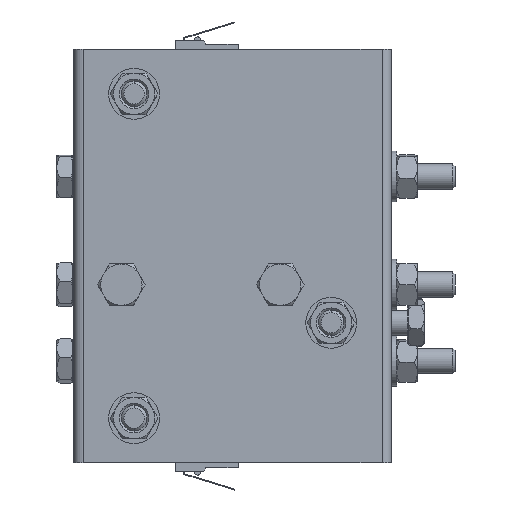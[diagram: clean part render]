
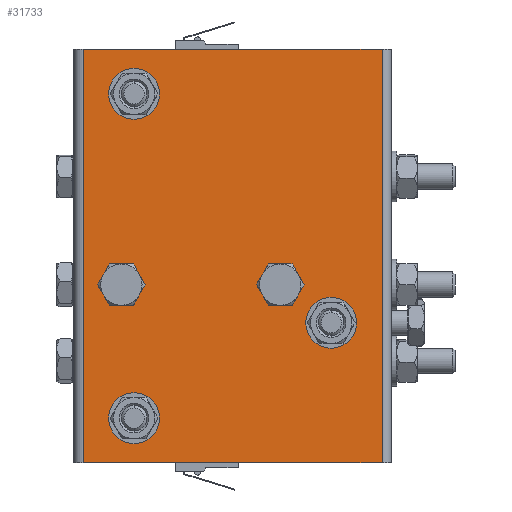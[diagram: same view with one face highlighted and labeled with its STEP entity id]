
A CAD part, left-side view. The second image highlights one B-rep face of the part: STEP entity #31733.
In plain terms, the highlighted planar face has unit normal (-1, 0, 0).
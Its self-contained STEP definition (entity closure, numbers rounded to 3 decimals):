
#703 = CARTESIAN_POINT ( 'NONE',  ( -50., 50., 130. ) ) ;
#809 = VERTEX_POINT ( 'NONE', #36203 ) ;
#889 = AXIS2_PLACEMENT_3D ( 'NONE', #29066, #38171, #11080 ) ;
#1080 = ORIENTED_EDGE ( 'NONE', *, *, #4582, .T. ) ;
#1241 = DIRECTION ( 'NONE',  ( 1., 0., 0. ) ) ;
#1544 = AXIS2_PLACEMENT_3D ( 'NONE', #6695, #18904, #21959 ) ;
#1647 = CARTESIAN_POINT ( 'NONE',  ( -50., -31., 39. ) ) ;
#2009 = AXIS2_PLACEMENT_3D ( 'NONE', #38566, #14003, #2115 ) ;
#2011 = VERTEX_POINT ( 'NONE', #9020 ) ;
#2115 = DIRECTION ( 'NONE',  ( 0., 0., 1. ) ) ;
#2356 = ORIENTED_EDGE ( 'NONE', *, *, #37141, .F. ) ;
#3209 = VERTEX_POINT ( 'NONE', #34912 ) ;
#3590 = EDGE_CURVE ( 'NONE', #2011, #32530, #29057, .T. ) ;
#3609 = EDGE_CURVE ( 'NONE', #809, #37114, #30953, .T. ) ;
#3747 = CIRCLE ( 'NONE', #35595, 3.4 ) ;
#4582 = EDGE_CURVE ( 'NONE', #17957, #21762, #19152, .T. ) ;
#4716 = DIRECTION ( 'NONE',  ( 0., 0., 1. ) ) ;
#4869 = CARTESIAN_POINT ( 'NONE',  ( -50., 47., 130. ) ) ;
#5067 = ORIENTED_EDGE ( 'NONE', *, *, #36716, .T. ) ;
#5863 = CIRCLE ( 'NONE', #29793, 4. ) ;
#6504 = VERTEX_POINT ( 'NONE', #12565 ) ;
#6695 = CARTESIAN_POINT ( 'NONE',  ( -50., 31., 14. ) ) ;
#7320 = VECTOR ( 'NONE', #4716, 1000. ) ;
#7410 = DIRECTION ( 'NONE',  ( 0., 0., -1. ) ) ;
#7988 = EDGE_LOOP ( 'NONE', ( #13013, #5067, #16962, #1080 ) ) ;
#8749 = CARTESIAN_POINT ( 'NONE',  ( -50., 47., 0. ) ) ;
#8765 = FACE_BOUND ( 'NONE', #18804, .T. ) ;
#9020 = CARTESIAN_POINT ( 'NONE',  ( -50., 31., 10. ) ) ;
#10103 = AXIS2_PLACEMENT_3D ( 'NONE', #703, #33869, #15785 ) ;
#10438 = VERTEX_POINT ( 'NONE', #39093 ) ;
#10628 = ORIENTED_EDGE ( 'NONE', *, *, #35629, .T. ) ;
#10900 = AXIS2_PLACEMENT_3D ( 'NONE', #12426, #27351, #33844 ) ;
#11080 = DIRECTION ( 'NONE',  ( 0., 0., -1. ) ) ;
#11682 = VERTEX_POINT ( 'NONE', #25591 ) ;
#11716 = VERTEX_POINT ( 'NONE', #35261 ) ;
#12401 = EDGE_LOOP ( 'NONE', ( #10628, #36629 ) ) ;
#12426 = CARTESIAN_POINT ( 'NONE',  ( -50., -31., 44. ) ) ;
#12565 = CARTESIAN_POINT ( 'NONE',  ( -50., 31., 120. ) ) ;
#12937 = EDGE_CURVE ( 'NONE', #17957, #10438, #37686, .T. ) ;
#13005 = FACE_BOUND ( 'NONE', #16564, .T. ) ;
#13013 = ORIENTED_EDGE ( 'NONE', *, *, #29371, .T. ) ;
#13346 = CIRCLE ( 'NONE', #1544, 4. ) ;
#13351 = ORIENTED_EDGE ( 'NONE', *, *, #3590, .T. ) ;
#14003 = DIRECTION ( 'NONE',  ( -1., 0., 0. ) ) ;
#14316 = EDGE_CURVE ( 'NONE', #6504, #11716, #5863, .T. ) ;
#14928 = FACE_OUTER_BOUND ( 'NONE', #7988, .T. ) ;
#15511 = AXIS2_PLACEMENT_3D ( 'NONE', #30675, #36595, #33314 ) ;
#15607 = DIRECTION ( 'NONE',  ( -1., 0., 0. ) ) ;
#15785 = DIRECTION ( 'NONE',  ( 0., 1., 0. ) ) ;
#16564 = EDGE_LOOP ( 'NONE', ( #13351, #28873 ) ) ;
#16809 = CARTESIAN_POINT ( 'NONE',  ( -50., -47., 0. ) ) ;
#16962 = ORIENTED_EDGE ( 'NONE', *, *, #12937, .F. ) ;
#17753 = CIRCLE ( 'NONE', #2009, 3.4 ) ;
#17911 = VECTOR ( 'NONE', #20277, 1000. ) ;
#17957 = VERTEX_POINT ( 'NONE', #4869 ) ;
#18613 = VERTEX_POINT ( 'NONE', #36289 ) ;
#18659 = VERTEX_POINT ( 'NONE', #36546 ) ;
#18804 = EDGE_LOOP ( 'NONE', ( #21742, #27200 ) ) ;
#18904 = DIRECTION ( 'NONE',  ( 1., 0., 0. ) ) ;
#19152 = LINE ( 'NONE', #34636, #20115 ) ;
#19869 = EDGE_LOOP ( 'NONE', ( #2356, #35571 ) ) ;
#20115 = VECTOR ( 'NONE', #37168, 1000. ) ;
#20277 = DIRECTION ( 'NONE',  ( 0., -1., 0. ) ) ;
#20346 = CARTESIAN_POINT ( 'NONE',  ( -50., -15., 56. ) ) ;
#20844 = EDGE_CURVE ( 'NONE', #3209, #11682, #17753, .T. ) ;
#21742 = ORIENTED_EDGE ( 'NONE', *, *, #22509, .F. ) ;
#21762 = VERTEX_POINT ( 'NONE', #8749 ) ;
#21949 = DIRECTION ( 'NONE',  ( 0., 0., 1. ) ) ;
#21959 = DIRECTION ( 'NONE',  ( 0., 0., -1. ) ) ;
#22033 = EDGE_CURVE ( 'NONE', #32530, #2011, #13346, .T. ) ;
#22509 = EDGE_CURVE ( 'NONE', #11682, #3209, #32741, .T. ) ;
#22526 = CARTESIAN_POINT ( 'NONE',  ( -50., -31., 44. ) ) ;
#23211 = VERTEX_POINT ( 'NONE', #16809 ) ;
#23294 = DIRECTION ( 'NONE',  ( -1., 0., 0. ) ) ;
#23338 = DIRECTION ( 'NONE',  ( 0., 0., 1. ) ) ;
#23359 = CIRCLE ( 'NONE', #889, 4. ) ;
#23469 = DIRECTION ( 'NONE',  ( -1., 0., 0. ) ) ;
#23506 = CIRCLE ( 'NONE', #24931, 5. ) ;
#24034 = LINE ( 'NONE', #32123, #17911 ) ;
#24869 = EDGE_LOOP ( 'NONE', ( #35491, #32138 ) ) ;
#24931 = AXIS2_PLACEMENT_3D ( 'NONE', #22526, #1241, #7410 ) ;
#25280 = FACE_BOUND ( 'NONE', #19869, .T. ) ;
#25591 = CARTESIAN_POINT ( 'NONE',  ( -50., 35., 59.4 ) ) ;
#26271 = EDGE_CURVE ( 'NONE', #11716, #6504, #23359, .T. ) ;
#26426 = CARTESIAN_POINT ( 'NONE',  ( -50., -15., 56. ) ) ;
#26617 = CARTESIAN_POINT ( 'NONE',  ( -50., 31., 116. ) ) ;
#27094 = EDGE_CURVE ( 'NONE', #18613, #18659, #3747, .T. ) ;
#27200 = ORIENTED_EDGE ( 'NONE', *, *, #20844, .F. ) ;
#27235 = AXIS2_PLACEMENT_3D ( 'NONE', #30782, #15607, #21949 ) ;
#27351 = DIRECTION ( 'NONE',  ( 1., 0., 0. ) ) ;
#28700 = CARTESIAN_POINT ( 'NONE',  ( -50., -47., 130. ) ) ;
#28873 = ORIENTED_EDGE ( 'NONE', *, *, #22033, .T. ) ;
#29057 = CIRCLE ( 'NONE', #15511, 4. ) ;
#29066 = CARTESIAN_POINT ( 'NONE',  ( -50., 31., 116. ) ) ;
#29371 = EDGE_CURVE ( 'NONE', #21762, #23211, #24034, .T. ) ;
#29692 = DIRECTION ( 'NONE',  ( 1., 0., 0. ) ) ;
#29793 = AXIS2_PLACEMENT_3D ( 'NONE', #26617, #29692, #30082 ) ;
#30082 = DIRECTION ( 'NONE',  ( 0., 0., -1. ) ) ;
#30675 = CARTESIAN_POINT ( 'NONE',  ( -50., 31., 14. ) ) ;
#30782 = CARTESIAN_POINT ( 'NONE',  ( -50., 35., 56. ) ) ;
#30953 = CIRCLE ( 'NONE', #10900, 5. ) ;
#30955 = CARTESIAN_POINT ( 'NONE',  ( -50., 50., 130. ) ) ;
#31733 = ADVANCED_FACE ( 'NONE', ( #8765, #32393, #13005, #36170, #14928, #25280 ), #33999, .F. ) ;
#32123 = CARTESIAN_POINT ( 'NONE',  ( -50., 50., 0. ) ) ;
#32138 = ORIENTED_EDGE ( 'NONE', *, *, #14316, .T. ) ;
#32393 = FACE_BOUND ( 'NONE', #12401, .T. ) ;
#32530 = VERTEX_POINT ( 'NONE', #38344 ) ;
#32741 = CIRCLE ( 'NONE', #27235, 3.4 ) ;
#33314 = DIRECTION ( 'NONE',  ( 0., 0., -1. ) ) ;
#33340 = DIRECTION ( 'NONE',  ( 0., -1., 0. ) ) ;
#33448 = VECTOR ( 'NONE', #33340, 1000. ) ;
#33844 = DIRECTION ( 'NONE',  ( 0., 0., -1. ) ) ;
#33869 = DIRECTION ( 'NONE',  ( 1., 0., 0. ) ) ;
#33999 = PLANE ( 'NONE',  #10103 ) ;
#34276 = CIRCLE ( 'NONE', #37890, 3.4 ) ;
#34314 = LINE ( 'NONE', #28700, #7320 ) ;
#34636 = CARTESIAN_POINT ( 'NONE',  ( -50., 47., 130. ) ) ;
#34912 = CARTESIAN_POINT ( 'NONE',  ( -50., 35., 52.6 ) ) ;
#35261 = CARTESIAN_POINT ( 'NONE',  ( -50., 31., 112. ) ) ;
#35491 = ORIENTED_EDGE ( 'NONE', *, *, #26271, .T. ) ;
#35571 = ORIENTED_EDGE ( 'NONE', *, *, #27094, .F. ) ;
#35595 = AXIS2_PLACEMENT_3D ( 'NONE', #20346, #23469, #23338 ) ;
#35629 = EDGE_CURVE ( 'NONE', #37114, #809, #23506, .T. ) ;
#36170 = FACE_BOUND ( 'NONE', #24869, .T. ) ;
#36203 = CARTESIAN_POINT ( 'NONE',  ( -50., -31., 49. ) ) ;
#36289 = CARTESIAN_POINT ( 'NONE',  ( -50., -15., 52.6 ) ) ;
#36546 = CARTESIAN_POINT ( 'NONE',  ( -50., -15., 59.4 ) ) ;
#36595 = DIRECTION ( 'NONE',  ( 1., 0., 0. ) ) ;
#36629 = ORIENTED_EDGE ( 'NONE', *, *, #3609, .T. ) ;
#36716 = EDGE_CURVE ( 'NONE', #23211, #10438, #34314, .T. ) ;
#37114 = VERTEX_POINT ( 'NONE', #1647 ) ;
#37141 = EDGE_CURVE ( 'NONE', #18659, #18613, #34276, .T. ) ;
#37168 = DIRECTION ( 'NONE',  ( 0., 0., -1. ) ) ;
#37686 = LINE ( 'NONE', #30955, #33448 ) ;
#37890 = AXIS2_PLACEMENT_3D ( 'NONE', #26426, #23294, #38224 ) ;
#38171 = DIRECTION ( 'NONE',  ( 1., 0., 0. ) ) ;
#38224 = DIRECTION ( 'NONE',  ( 0., 0., 1. ) ) ;
#38344 = CARTESIAN_POINT ( 'NONE',  ( -50., 31., 18. ) ) ;
#38566 = CARTESIAN_POINT ( 'NONE',  ( -50., 35., 56. ) ) ;
#39093 = CARTESIAN_POINT ( 'NONE',  ( -50., -47., 130. ) ) ;
